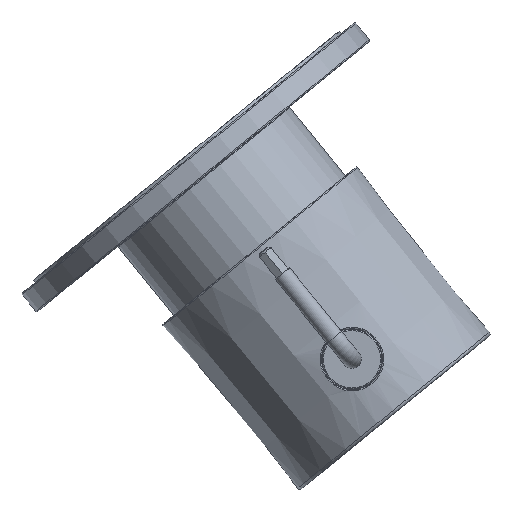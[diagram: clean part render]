
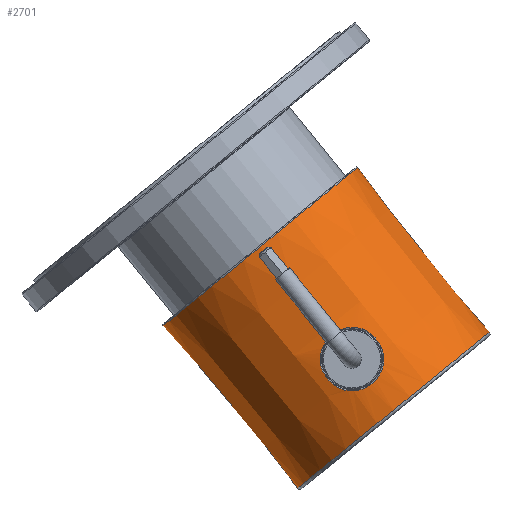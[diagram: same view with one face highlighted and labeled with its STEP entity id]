
A CAD part, left-side view. The second image highlights one B-rep face of the part: STEP entity #2701.
In plain terms, the highlighted conical face has half-angle 0.5 degrees and reference radius 0 mm.
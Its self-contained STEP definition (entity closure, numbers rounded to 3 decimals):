
#31=CONICAL_SURFACE('',#2962,0.,0.009);
#224=B_SPLINE_CURVE_WITH_KNOTS('',3,(#4418,#4419,#4420,#4421,#4422,#4423,
#4424),.UNSPECIFIED.,.F.,.F.,(4,1,1,1,4),(0.,0.002,0.003,
0.005,0.006),.UNSPECIFIED.);
#225=B_SPLINE_CURVE_WITH_KNOTS('',3,(#4427,#4428,#4429,#4430,#4431,#4432,
#4433),.UNSPECIFIED.,.F.,.F.,(4,1,1,1,4),(0.029,0.031,
0.034,0.036,0.039),.UNSPECIFIED.);
#226=B_SPLINE_CURVE_WITH_KNOTS('',3,(#4435,#4436,#4437,#4438,#4439,#4440),
 .UNSPECIFIED.,.F.,.F.,(4,1,1,4),(0.,0.003,0.005,
0.006),.UNSPECIFIED.);
#227=B_SPLINE_CURVE_WITH_KNOTS('',3,(#4442,#4443,#4444,#4445,#4446,#4447,
#4448),.UNSPECIFIED.,.F.,.F.,(4,1,1,1,4),(0.011,0.014,
0.017,0.02,0.022),.UNSPECIFIED.);
#273=CIRCLE('',#2963,20.998);
#274=CIRCLE('',#2964,20.69);
#486=ORIENTED_EDGE('',*,*,#1035,.T.);
#487=ORIENTED_EDGE('',*,*,#1036,.T.);
#488=ORIENTED_EDGE('',*,*,#1037,.T.);
#489=ORIENTED_EDGE('',*,*,#1038,.T.);
#490=ORIENTED_EDGE('',*,*,#1039,.T.);
#491=ORIENTED_EDGE('',*,*,#1040,.F.);
#1035=EDGE_CURVE('',#1320,#1321,#224,.T.);
#1036=EDGE_CURVE('',#1321,#1322,#225,.T.);
#1037=EDGE_CURVE('',#1322,#1323,#226,.T.);
#1038=EDGE_CURVE('',#1323,#1320,#227,.T.);
#1039=EDGE_CURVE('',#1324,#1324,#273,.T.);
#1040=EDGE_CURVE('',#1325,#1325,#274,.F.);
#1320=VERTEX_POINT('',#4425);
#1321=VERTEX_POINT('',#4426);
#1322=VERTEX_POINT('',#4434);
#1323=VERTEX_POINT('',#4441);
#1324=VERTEX_POINT('',#4450);
#1325=VERTEX_POINT('',#4452);
#1766=EDGE_LOOP('',(#486,#487,#488,#489));
#1767=EDGE_LOOP('',(#490));
#1768=EDGE_LOOP('',(#491));
#2107=FACE_BOUND('',#1766,.T.);
#2108=FACE_BOUND('',#1767,.T.);
#2109=FACE_BOUND('',#1768,.T.);
#2701=ADVANCED_FACE('',(#2107,#2108,#2109),#31,.T.);
#2962=AXIS2_PLACEMENT_3D('',#4417,#3390,#3391);
#2963=AXIS2_PLACEMENT_3D('',#4449,#3392,#3393);
#2964=AXIS2_PLACEMENT_3D('',#4451,#3394,#3395);
#3390=DIRECTION('',(0.,-1.,0.));
#3391=DIRECTION('',(0.,0.,-1.));
#3392=DIRECTION('',(0.,1.,0.));
#3393=DIRECTION('',(0.,0.,1.));
#3394=DIRECTION('',(0.,-1.,0.));
#3395=DIRECTION('',(0.,0.,-1.));
#4417=CARTESIAN_POINT('',(0.,2406.362,0.));
#4418=CARTESIAN_POINT('',(-4.6,21.793,20.295));
#4419=CARTESIAN_POINT('',(-4.861,22.228,20.232));
#4420=CARTESIAN_POINT('',(-5.204,23.197,20.136));
#4421=CARTESIAN_POINT('',(-5.281,24.716,20.102));
#4422=CARTESIAN_POINT('',(-5.083,26.226,20.141));
#4423=CARTESIAN_POINT('',(-4.66,27.156,20.236));
#4424=CARTESIAN_POINT('',(-4.364,27.569,20.296));
#4425=CARTESIAN_POINT('',(-4.6,21.793,20.295));
#4426=CARTESIAN_POINT('',(-4.364,27.569,20.296));
#4427=CARTESIAN_POINT('',(-4.364,27.569,20.296));
#4428=CARTESIAN_POINT('',(-3.873,28.254,20.395));
#4429=CARTESIAN_POINT('',(-2.557,29.389,20.63));
#4430=CARTESIAN_POINT('',(-0.001,30.008,20.795));
#4431=CARTESIAN_POINT('',(2.555,29.391,20.63));
#4432=CARTESIAN_POINT('',(3.873,28.254,20.395));
#4433=CARTESIAN_POINT('',(4.364,27.569,20.296));
#4434=CARTESIAN_POINT('',(4.364,27.569,20.296));
#4435=CARTESIAN_POINT('',(4.364,27.569,20.296));
#4436=CARTESIAN_POINT('',(4.954,26.746,20.176));
#4437=CARTESIAN_POINT('',(5.309,25.216,20.089));
#4438=CARTESIAN_POINT('',(5.204,23.202,20.137));
#4439=CARTESIAN_POINT('',(4.861,22.228,20.232));
#4440=CARTESIAN_POINT('',(4.6,21.793,20.295));
#4441=CARTESIAN_POINT('',(4.6,21.793,20.295));
#4442=CARTESIAN_POINT('',(4.6,21.793,20.295));
#4443=CARTESIAN_POINT('',(4.128,21.007,20.409));
#4444=CARTESIAN_POINT('',(2.77,19.687,20.694));
#4445=CARTESIAN_POINT('',(-0.002,18.958,20.902));
#4446=CARTESIAN_POINT('',(-2.771,19.689,20.694));
#4447=CARTESIAN_POINT('',(-4.126,21.004,20.409));
#4448=CARTESIAN_POINT('',(-4.6,21.793,20.295));
#4449=CARTESIAN_POINT('',(0.,0.202,0.));
#4450=CARTESIAN_POINT('',(0.,0.202,20.998));
#4451=CARTESIAN_POINT('',(0.,35.504,0.));
#4452=CARTESIAN_POINT('',(0.,35.504,-20.69));
